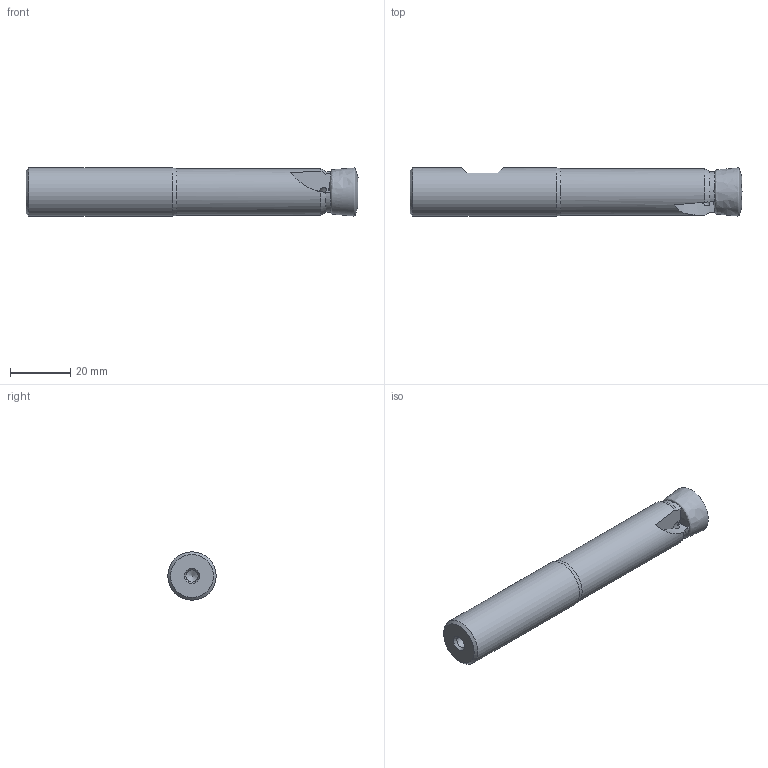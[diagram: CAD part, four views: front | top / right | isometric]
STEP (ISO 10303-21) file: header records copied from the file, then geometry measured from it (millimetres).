
FILE_DESCRIPTION (( 'STEP AP214' ), '1' );
FILE_NAME ('00PP-16-542-2-60.STEP', '2015-10-13T08:32:49', ( '' ), ( '' ), 'SwSTEP 2.0', 'SolidWorks 2015', '' );
FILE_SCHEMA (( 'AUTOMOTIVE_DESIGN' ));
Length unit declared in the file: millimetre
Products named in the file (1): 00PP-16-542-2-60
Bounding box: 109.95 x 16 x 16 mm (x, y, z)
Volume: 19405.9 mm3; surface area: 7061.1 mm2
Topology: 1 solids, 1 shells, 36 faces, 106 edges, 69 vertices
Faces by surface type: plane 17, cylinder 9, cone 7, bspline 3
Full cylindrical faces by diameter (mm): 2 x2, 4 x1, 15.4 x1, 16 x1
Entity records: 1845 total; most frequent: CARTESIAN_POINT 1013, ORIENTED_EDGE 176, DIRECTION 136, EDGE_CURVE 88, VERTEX_POINT 62, AXIS2_PLACEMENT_3D 58, EDGE_LOOP 50, FACE_OUTER_BOUND 40
